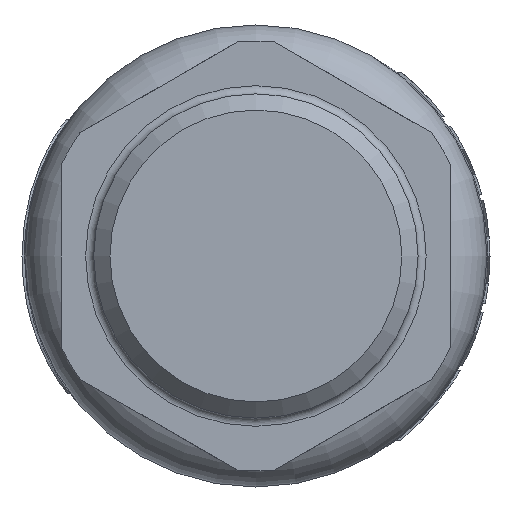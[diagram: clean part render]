
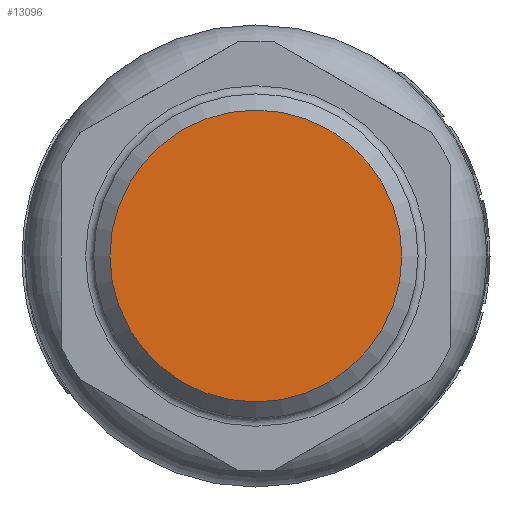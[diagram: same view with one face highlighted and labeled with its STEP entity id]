
A CAD part, left-side view. The second image highlights one B-rep face of the part: STEP entity #13096.
In plain terms, the highlighted planar face has unit normal (-1, 0, 0).
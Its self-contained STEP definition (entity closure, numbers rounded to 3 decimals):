
#1026=CIRCLE('',#14006,9.);
#3102=FACE_OUTER_BOUND('',#3913,.T.);
#3913=EDGE_LOOP('',(#9928));
#5490=VERTEX_POINT('',#23454);
#7093=EDGE_CURVE('',#5490,#5490,#1026,.T.);
#9928=ORIENTED_EDGE('',*,*,#7093,.F.);
#11896=PLANE('',#14005);
#13096=ADVANCED_FACE('',(#3102),#11896,.T.);
#14005=AXIS2_PLACEMENT_3D('',#23453,#16308,#16309);
#14006=AXIS2_PLACEMENT_3D('',#23455,#16310,#16311);
#16308=DIRECTION('center_axis',(-1.,0.,0.));
#16309=DIRECTION('ref_axis',(0.,-1.,0.));
#16310=DIRECTION('center_axis',(1.,0.,0.));
#16311=DIRECTION('ref_axis',(0.,0.,
-1.));
#23453=CARTESIAN_POINT('Origin',(-45.717,0.,
10.));
#23454=CARTESIAN_POINT('',(-45.717,0.,9.));
#23455=CARTESIAN_POINT('Origin',(-45.717,0.,
0.));
